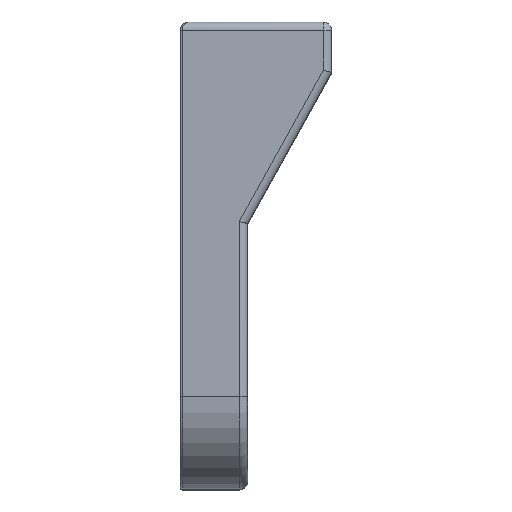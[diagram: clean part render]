
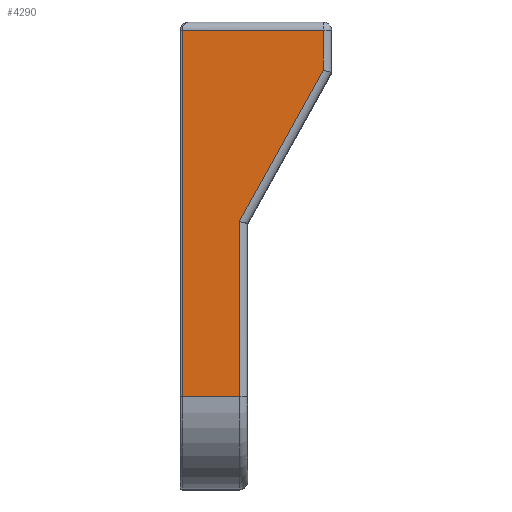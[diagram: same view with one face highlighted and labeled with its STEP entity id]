
A CAD part, top view. The second image highlights one B-rep face of the part: STEP entity #4290.
In plain terms, the highlighted planar face has unit normal (0, 0, 1).
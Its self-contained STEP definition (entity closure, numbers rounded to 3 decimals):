
#127=PLANE('',#4636);
#289=FACE_OUTER_BOUND('',#545,.T.);
#545=EDGE_LOOP('',(#3125,#3126,#3127,#3128,#3129,#3130));
#884=LINE('',#6749,#1317);
#885=LINE('',#6751,#1318);
#886=LINE('',#6753,#1319);
#887=LINE('',#6755,#1320);
#888=LINE('',#6757,#1321);
#889=LINE('',#6758,#1322);
#1317=VECTOR('',#5331,10.);
#1318=VECTOR('',#5332,10.);
#1319=VECTOR('',#5333,10.);
#1320=VECTOR('',#5334,10.);
#1321=VECTOR('',#5335,10.);
#1322=VECTOR('',#5336,10.);
#1950=VERTEX_POINT('',#6747);
#1951=VERTEX_POINT('',#6748);
#1952=VERTEX_POINT('',#6750);
#1953=VERTEX_POINT('',#6752);
#1954=VERTEX_POINT('',#6754);
#1955=VERTEX_POINT('',#6756);
#2404=EDGE_CURVE('',#1950,#1951,#884,.T.);
#2405=EDGE_CURVE('',#1952,#1951,#885,.T.);
#2406=EDGE_CURVE('',#1953,#1952,#886,.T.);
#2407=EDGE_CURVE('',#1954,#1953,#887,.T.);
#2408=EDGE_CURVE('',#1955,#1954,#888,.T.);
#2409=EDGE_CURVE('',#1950,#1955,#889,.T.);
#3125=ORIENTED_EDGE('',*,*,#2404,.T.);
#3126=ORIENTED_EDGE('',*,*,#2405,.F.);
#3127=ORIENTED_EDGE('',*,*,#2406,.F.);
#3128=ORIENTED_EDGE('',*,*,#2407,.F.);
#3129=ORIENTED_EDGE('',*,*,#2408,.F.);
#3130=ORIENTED_EDGE('',*,*,#2409,.F.);
#4290=ADVANCED_FACE('',(#289),#127,.T.);
#4636=AXIS2_PLACEMENT_3D('',#6746,#5329,#5330);
#5329=DIRECTION('center_axis',(0.,0.,1.));
#5330=DIRECTION('ref_axis',(0.,-1.,0.));
#5331=DIRECTION('',(1.,0.,0.));
#5332=DIRECTION('',(0.,-1.,0.));
#5333=DIRECTION('',(-0.486,-0.874,0.));
#5334=DIRECTION('',(0.,-1.,0.));
#5335=DIRECTION('',(1.,0.,0.));
#5336=DIRECTION('',(0.,1.,0.));
#6746=CARTESIAN_POINT('Origin',(0.,27.8,0.));
#6747=CARTESIAN_POINT('',(0.1,5.5,0.));
#6748=CARTESIAN_POINT('',(3.5,5.5,0.));
#6749=CARTESIAN_POINT('',(0.,5.5,0.));
#6750=CARTESIAN_POINT('',(3.5,15.93,0.));
#6751=CARTESIAN_POINT('',(3.5,20.85,0.));
#6752=CARTESIAN_POINT('',(8.5,24.93,0.));
#6753=CARTESIAN_POINT('',(6.888,22.029,0.));
#6754=CARTESIAN_POINT('',(8.5,27.3,0.));
#6755=CARTESIAN_POINT('',(8.5,27.05,0.));
#6756=CARTESIAN_POINT('',(0.1,27.3,0.));
#6757=CARTESIAN_POINT('',(0.,27.3,0.));
#6758=CARTESIAN_POINT('',(0.1,19.469,0.));
